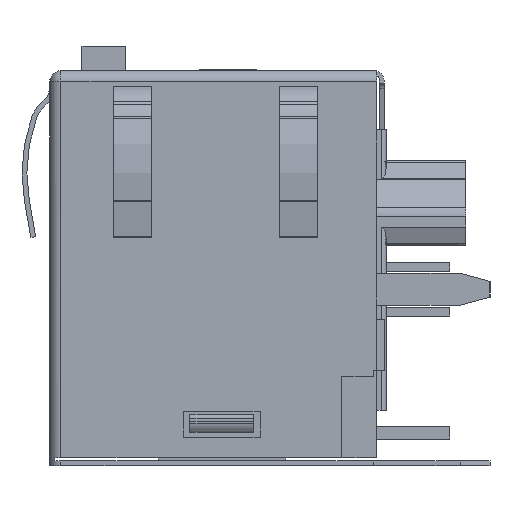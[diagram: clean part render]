
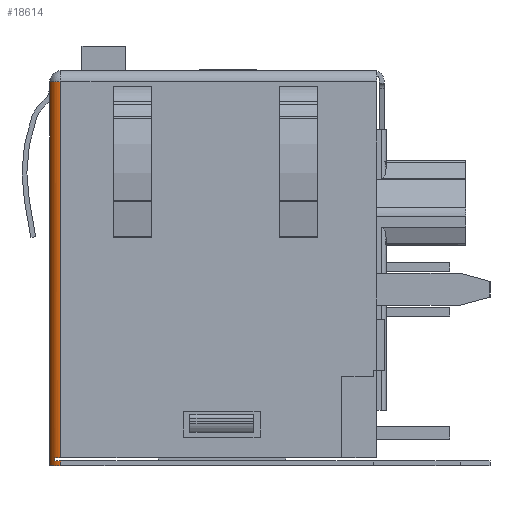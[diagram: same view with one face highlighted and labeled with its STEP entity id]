
A CAD part, left-side view. The second image highlights one B-rep face of the part: STEP entity #18614.
In plain terms, the highlighted cylindrical face has radius 0.45 mm (diameter 0.899 mm), a partial arc.
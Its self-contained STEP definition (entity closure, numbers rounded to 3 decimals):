
#72=CARTESIAN_POINT('',(-31.427,6.16,-15.436));
#73=DIRECTION('',(0.,0.,1.));
#74=DIRECTION('',(-0.825,0.565,0.));
#75=AXIS2_PLACEMENT_3D('',#72,#73,#74);
#146=DIRECTION('',(0.,0.,1.));
#147=VECTOR('',#146,15.298);
#148=CARTESIAN_POINT('',(-31.427,6.609,-15.748));
#149=LINE('',#148,#147);
#150=DIRECTION('',(0.,0.,-1.));
#151=VECTOR('',#150,0.117);
#152=CARTESIAN_POINT('',(-31.798,6.414,-15.436));
#153=LINE('',#152,#151);
#1250=CARTESIAN_POINT('',(-31.427,6.16,-15.748));
#1251=DIRECTION('',(0.,0.,-1.));
#1252=DIRECTION('',(-1.,0.,0.));
#1253=AXIS2_PLACEMENT_3D('',#1250,#1251,#1252);
#1360=DIRECTION('',(0.,0.,1.));
#1361=VECTOR('',#1360,0.196);
#1362=CARTESIAN_POINT('',(-31.877,6.16,-15.748));
#1363=LINE('',#1362,#1361);
#1364=DIRECTION('',(0.,0.,1.));
#1365=VECTOR('',#1364,14.986);
#1366=CARTESIAN_POINT('',(-31.877,6.16,-15.436));
#1367=LINE('',#1366,#1365);
#3581=CARTESIAN_POINT('',(-31.427,6.16,-0.45));
#3582=DIRECTION('',(0.,0.,1.));
#3583=DIRECTION('',(0.,1.,0.));
#3584=AXIS2_PLACEMENT_3D('',#3581,#3582,#3583);
#9586=CARTESIAN_POINT('',(-31.427,6.16,-15.552));
#9587=DIRECTION('',(0.,0.,-1.));
#9588=DIRECTION('',(-1.,0.,0.));
#9589=AXIS2_PLACEMENT_3D('',#9586,#9587,#9588);
#18110=CARTESIAN_POINT('',(-31.877,6.16,-15.748));
#18111=CARTESIAN_POINT('',(-31.427,6.609,-15.748));
#18112=VERTEX_POINT('',#18110);
#18113=VERTEX_POINT('',#18111);
#18114=CARTESIAN_POINT('',(-31.877,6.16,-15.552));
#18115=CARTESIAN_POINT('',(-31.798,6.414,-15.552));
#18116=VERTEX_POINT('',#18114);
#18117=VERTEX_POINT('',#18115);
#18118=CARTESIAN_POINT('',(-31.798,6.414,-15.436));
#18119=CARTESIAN_POINT('',(-31.877,6.16,-15.436));
#18120=VERTEX_POINT('',#18118);
#18121=VERTEX_POINT('',#18119);
#18122=CARTESIAN_POINT('',(-31.877,6.16,-0.45));
#18123=VERTEX_POINT('',#18122);
#18171=CARTESIAN_POINT('',(-31.427,6.609,-0.45));
#18173=VERTEX_POINT('',#18171);
#18592=CARTESIAN_POINT('',(-31.427,6.16,-36.321));
#18593=DIRECTION('',(0.,0.,1.));
#18594=DIRECTION('',(0.,1.,0.));
#18595=AXIS2_PLACEMENT_3D('',#18592,#18593,#18594);
#18596=CYLINDRICAL_SURFACE('',#18595,0.45);
#18598=ORIENTED_EDGE('',*,*,#18597,.T.);
#18600=ORIENTED_EDGE('',*,*,#18599,.T.);
#18602=ORIENTED_EDGE('',*,*,#18601,.F.);
#18603=ORIENTED_EDGE('',*,*,#18553,.F.);
#18605=ORIENTED_EDGE('',*,*,#18604,.T.);
#18607=ORIENTED_EDGE('',*,*,#18606,.F.);
#18609=ORIENTED_EDGE('',*,*,#18608,.F.);
#18611=ORIENTED_EDGE('',*,*,#18610,.T.);
#18612=EDGE_LOOP('',(#18598,#18600,#18602,#18603,#18605,#18607,#18609,#18611));
#18613=FACE_OUTER_BOUND('',#18612,.F.);
#18614=ADVANCED_FACE('',(#18613),#18596,.T.);
#76=CIRCLE('',#75,0.45);
#1254=CIRCLE('',#1253,0.45);
#3585=CIRCLE('',#3584,0.45);
#9590=CIRCLE('',#9589,0.45);
#18553=EDGE_CURVE('',#18120,#18121,#76,.T.);
#18597=EDGE_CURVE('',#18113,#18173,#149,.T.);
#18599=EDGE_CURVE('',#18173,#18123,#3585,.T.);
#18601=EDGE_CURVE('',#18121,#18123,#1367,.T.);
#18604=EDGE_CURVE('',#18120,#18117,#153,.T.);
#18606=EDGE_CURVE('',#18116,#18117,#9590,.T.);
#18608=EDGE_CURVE('',#18112,#18116,#1363,.T.);
#18610=EDGE_CURVE('',#18112,#18113,#1254,.T.);
